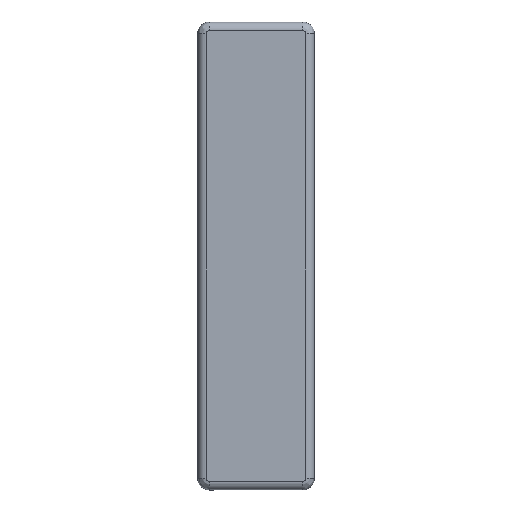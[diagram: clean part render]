
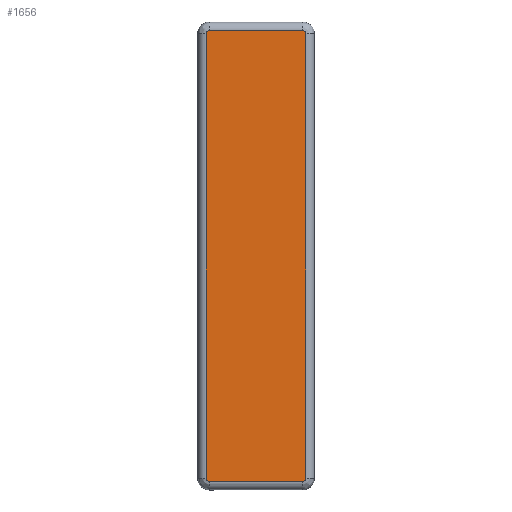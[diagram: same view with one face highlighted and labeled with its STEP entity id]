
A CAD part, top view. The second image highlights one B-rep face of the part: STEP entity #1656.
In plain terms, the highlighted planar face has unit normal (0, 0, 1).
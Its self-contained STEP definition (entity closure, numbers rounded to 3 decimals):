
#100=PLANE('',#1787);
#144=LINE('',#2425,#276);
#146=LINE('',#2445,#278);
#148=LINE('',#2465,#280);
#149=LINE('',#2481,#281);
#276=VECTOR('',#1945,10.);
#278=VECTOR('',#1957,10.);
#280=VECTOR('',#1969,10.);
#281=VECTOR('',#1978,10.);
#443=FACE_OUTER_BOUND('',#540,.T.);
#540=EDGE_LOOP('',(#1176,#1177,#1178,#1179,#1180,#1181,#1182,#1183));
#633=CIRCLE('',#1762,1.);
#639=CIRCLE('',#1769,1.);
#643=CIRCLE('',#1774,1.);
#647=CIRCLE('',#1779,1.);
#705=VERTEX_POINT('',#2413);
#706=VERTEX_POINT('',#2415);
#708=VERTEX_POINT('',#2421);
#710=VERTEX_POINT('',#2435);
#712=VERTEX_POINT('',#2441);
#714=VERTEX_POINT('',#2455);
#716=VERTEX_POINT('',#2461);
#718=VERTEX_POINT('',#2475);
#873=EDGE_CURVE('',#705,#706,#633,.T.);
#878=EDGE_CURVE('',#706,#708,#144,.T.);
#881=EDGE_CURVE('',#708,#710,#639,.T.);
#884=EDGE_CURVE('',#710,#712,#146,.T.);
#887=EDGE_CURVE('',#712,#714,#643,.T.);
#890=EDGE_CURVE('',#714,#716,#148,.T.);
#893=EDGE_CURVE('',#716,#718,#647,.T.);
#894=EDGE_CURVE('',#718,#705,#149,.T.);
#1176=ORIENTED_EDGE('',*,*,#873,.F.);
#1177=ORIENTED_EDGE('',*,*,#894,.F.);
#1178=ORIENTED_EDGE('',*,*,#893,.F.);
#1179=ORIENTED_EDGE('',*,*,#890,.F.);
#1180=ORIENTED_EDGE('',*,*,#887,.F.);
#1181=ORIENTED_EDGE('',*,*,#884,.F.);
#1182=ORIENTED_EDGE('',*,*,#881,.F.);
#1183=ORIENTED_EDGE('',*,*,#878,.F.);
#1656=ADVANCED_FACE('',(#443),#100,.T.);
#1762=AXIS2_PLACEMENT_3D('',#2416,#1934,#1935);
#1769=AXIS2_PLACEMENT_3D('',#2439,#1950,#1951);
#1774=AXIS2_PLACEMENT_3D('',#2459,#1962,#1963);
#1779=AXIS2_PLACEMENT_3D('',#2479,#1974,#1975);
#1787=AXIS2_PLACEMENT_3D('',#2501,#1999,#2000);
#1934=DIRECTION('center_axis',(0.,0.,
-1.));
#1935=DIRECTION('ref_axis',(-0.707,-0.707,0.));
#1945=DIRECTION('',(0.,1.,0.));
#1950=DIRECTION('center_axis',(0.,0.,
-1.));
#1951=DIRECTION('ref_axis',(-0.707,0.707,0.));
#1957=DIRECTION('',(1.,0.,0.));
#1962=DIRECTION('center_axis',(0.,0.,
-1.));
#1963=DIRECTION('ref_axis',(0.707,0.707,0.));
#1969=DIRECTION('',(0.,-1.,0.));
#1974=DIRECTION('center_axis',(0.,0.,
-1.));
#1975=DIRECTION('ref_axis',(0.707,-0.707,0.));
#1978=DIRECTION('',(-1.,0.,0.));
#1999=DIRECTION('center_axis',(0.,0.,
1.));
#2000=DIRECTION('ref_axis',(1.,0.,0.));
#2413=CARTESIAN_POINT('',(-16.,-77.,4.));
#2415=CARTESIAN_POINT('',(-17.,-76.,4.));
#2416=CARTESIAN_POINT('Origin',(-16.,-76.,4.));
#2421=CARTESIAN_POINT('',(-17.,76.,4.));
#2425=CARTESIAN_POINT('',(-17.,0.,4.));
#2435=CARTESIAN_POINT('',(-16.,77.,4.));
#2439=CARTESIAN_POINT('Origin',(-16.,76.,4.));
#2441=CARTESIAN_POINT('',(16.,77.,4.));
#2445=CARTESIAN_POINT('',(0.,77.,4.));
#2455=CARTESIAN_POINT('',(17.,76.,4.));
#2459=CARTESIAN_POINT('Origin',(16.,76.,4.));
#2461=CARTESIAN_POINT('',(17.,-76.,4.));
#2465=CARTESIAN_POINT('',(17.,-76.5,4.));
#2475=CARTESIAN_POINT('',(16.,-77.,4.));
#2479=CARTESIAN_POINT('Origin',(16.,-76.,4.));
#2481=CARTESIAN_POINT('',(-16.5,-77.,4.));
#2501=CARTESIAN_POINT('Origin',(-16.5,-76.5,4.));
